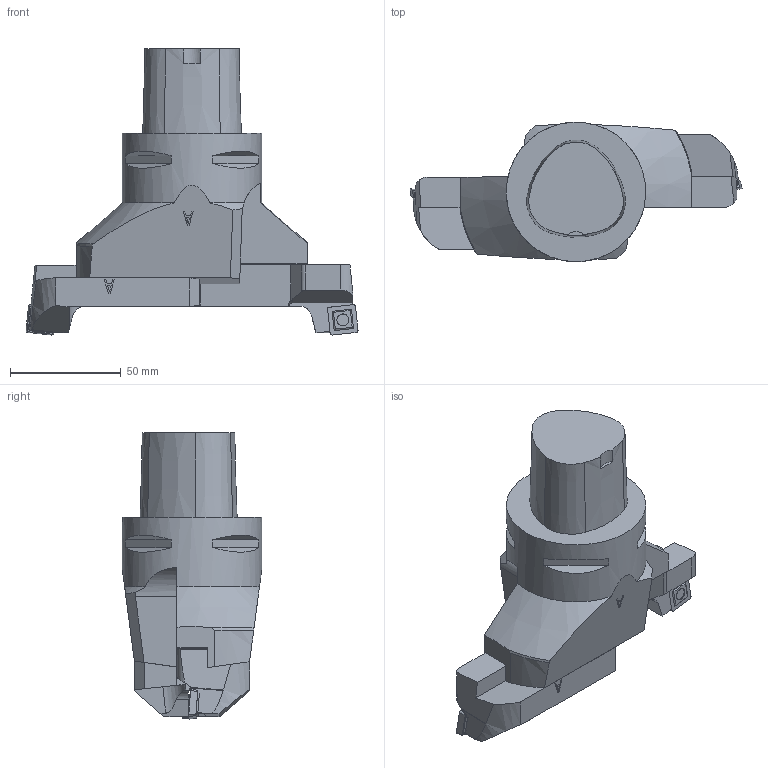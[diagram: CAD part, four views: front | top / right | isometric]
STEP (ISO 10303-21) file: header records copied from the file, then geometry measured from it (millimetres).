
FILE_DESCRIPTION(/* description */ (''),/* implementation_level */ '2;1');
FILE_NAME(/* name */ '1566887732428.stp',/* time_stamp */ '2019-08-27T08:35:39+02:00',/* author */ (''),/* organization */ ('SMS'),/* preprocessor_version */ 'ST-DEVELOPER v16.7',/* originating_system */ 'SIEMENS PLM Software NX 12.0',/* authorisation */ '');
FILE_SCHEMA (('AUTOMOTIVE_DESIGN { 1 0 10303 214 3 1 1 1 }'));
Length unit declared in the file: millimetre
Products named in the file (10): ASSEMBLY_CONSTRUCTION; 201031474mod000_00; 201012610mod000_00; 201031396mod000_00; 200954695mod000_01; 201031496mod000_01; 201031424mod000_01; 201091241mod000_01
Assembly tree (10 placements, depth 3):
  201091241mod000_01
    201031424mod000_01
      201031396mod000_00
      201012610mod000_00
      ASSEMBLY_CONSTRUCTION
    201031496mod000_01
      201031474mod000_00
      201012610mod000_00
      ASSEMBLY_CONSTRUCTION
    200954695mod000_01
    ASSEMBLY_CONSTRUCTION
Bounding box: 149.95 x 63 x 129.21 mm (x, y, z)
Volume: 339782.5 mm3; surface area: 48138.5 mm2
Topology: 5 solids, 5 shells, 261 faces, 694 edges, 486 vertices
Faces by surface type: plane 171, cone 32, cylinder 24, extrusion 18, torus 16
Full cylindrical faces by diameter (mm): 4 x4, 63 x1
Entity records: 7977 total; most frequent: CARTESIAN_POINT 2050, ORIENTED_EDGE 1176, DIRECTION 1065, EDGE_CURVE 588, VERTEX_POINT 411, VECTOR 359, AXIS2_PLACEMENT_3D 353, LINE 341
